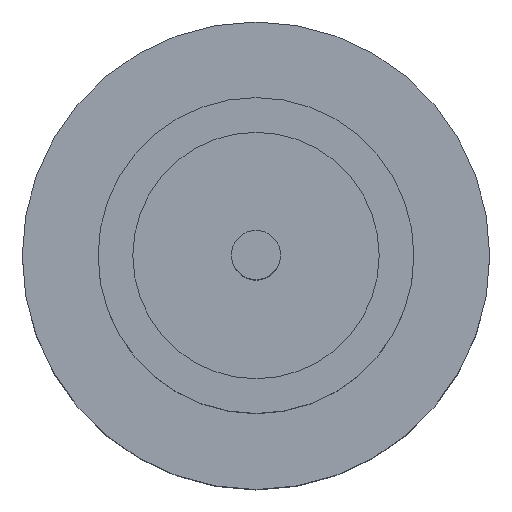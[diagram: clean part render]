
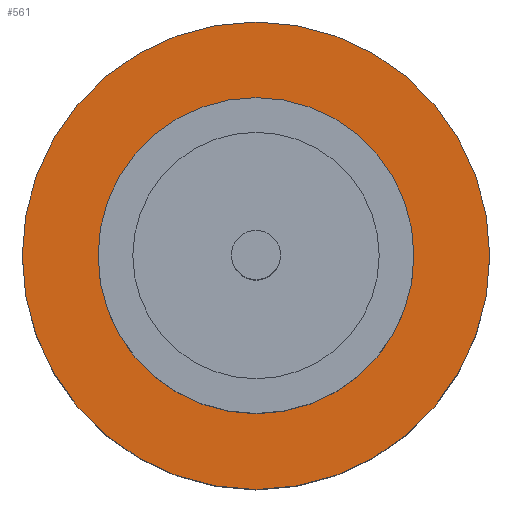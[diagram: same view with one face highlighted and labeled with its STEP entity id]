
A CAD part, top view. The second image highlights one B-rep face of the part: STEP entity #561.
In plain terms, the highlighted planar face has unit normal (0, 0, 1).
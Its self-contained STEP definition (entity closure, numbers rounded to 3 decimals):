
#14 = PLANE ( 'NONE',  #287 ) ;
#44 = DIRECTION ( 'NONE',  ( 1., 0., 0. ) ) ;
#55 = DIRECTION ( 'NONE',  ( 0., 0., 1. ) ) ;
#58 = CARTESIAN_POINT ( 'NONE',  ( 0., 0., 1.55 ) ) ;
#73 = DIRECTION ( 'NONE',  ( 1., 0., 0. ) ) ;
#77 = EDGE_LOOP ( 'NONE', ( #610, #187 ) ) ;
#92 = EDGE_LOOP ( 'NONE', ( #687, #334 ) ) ;
#101 = CARTESIAN_POINT ( 'NONE',  ( -1.25, 0., 1.55 ) ) ;
#113 = CARTESIAN_POINT ( 'NONE',  ( 0., 0., 1.55 ) ) ;
#120 = AXIS2_PLACEMENT_3D ( 'NONE', #514, #230, #215 ) ;
#132 = DIRECTION ( 'NONE',  ( 0., 0., 1. ) ) ;
#145 = EDGE_CURVE ( 'NONE', #361, #558, #354, .T. ) ;
#152 = EDGE_CURVE ( 'NONE', #333, #726, #307, .T. ) ;
#174 = CIRCLE ( 'NONE', #244, 1.25 ) ;
#183 = EDGE_CURVE ( 'NONE', #726, #333, #174, .T. ) ;
#187 = ORIENTED_EDGE ( 'NONE', *, *, #145, .T. ) ;
#189 = EDGE_CURVE ( 'NONE', #558, #361, #665, .T. ) ;
#215 = DIRECTION ( 'NONE',  ( 1., 0., 0. ) ) ;
#230 = DIRECTION ( 'NONE',  ( 0., 0., 1. ) ) ;
#240 = CARTESIAN_POINT ( 'NONE',  ( 0., 0., 1.55 ) ) ;
#244 = AXIS2_PLACEMENT_3D ( 'NONE', #240, #297, #473 ) ;
#278 = CARTESIAN_POINT ( 'NONE',  ( 1.85, 0., 1.55 ) ) ;
#287 = AXIS2_PLACEMENT_3D ( 'NONE', #339, #671, #485 ) ;
#297 = DIRECTION ( 'NONE',  ( 0., 0., 1. ) ) ;
#306 = FACE_BOUND ( 'NONE', #92, .T. ) ;
#307 = CIRCLE ( 'NONE', #120, 1.25 ) ;
#333 = VERTEX_POINT ( 'NONE', #587 ) ;
#334 = ORIENTED_EDGE ( 'NONE', *, *, #183, .F. ) ;
#339 = CARTESIAN_POINT ( 'NONE',  ( 0., 0., 1.55 ) ) ;
#354 = CIRCLE ( 'NONE', #725, 1.85 ) ;
#361 = VERTEX_POINT ( 'NONE', #278 ) ;
#473 = DIRECTION ( 'NONE',  ( 1., 0., 0. ) ) ;
#485 = DIRECTION ( 'NONE',  ( 1., 0., 0. ) ) ;
#514 = CARTESIAN_POINT ( 'NONE',  ( 0., 0., 1.55 ) ) ;
#558 = VERTEX_POINT ( 'NONE', #619 ) ;
#561 = ADVANCED_FACE ( 'NONE', ( #306, #597 ), #14, .T. ) ;
#587 = CARTESIAN_POINT ( 'NONE',  ( 1.25, 0., 1.55 ) ) ;
#593 = AXIS2_PLACEMENT_3D ( 'NONE', #58, #132, #73 ) ;
#597 = FACE_OUTER_BOUND ( 'NONE', #77, .T. ) ;
#610 = ORIENTED_EDGE ( 'NONE', *, *, #189, .T. ) ;
#619 = CARTESIAN_POINT ( 'NONE',  ( -1.85, 0., 1.55 ) ) ;
#665 = CIRCLE ( 'NONE', #593, 1.85 ) ;
#671 = DIRECTION ( 'NONE',  ( 0., 0., 1. ) ) ;
#687 = ORIENTED_EDGE ( 'NONE', *, *, #152, .F. ) ;
#725 = AXIS2_PLACEMENT_3D ( 'NONE', #113, #55, #44 ) ;
#726 = VERTEX_POINT ( 'NONE', #101 ) ;
